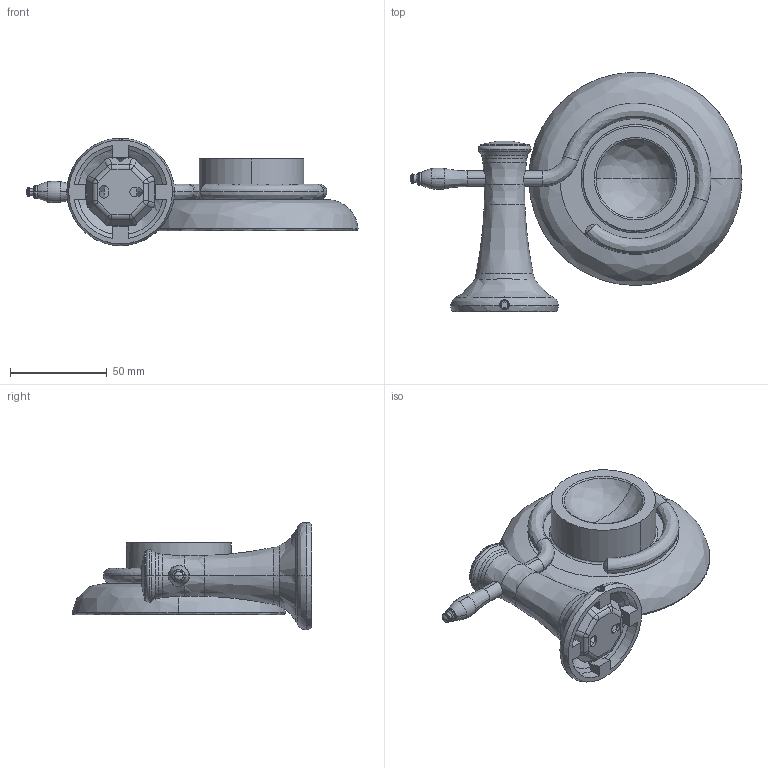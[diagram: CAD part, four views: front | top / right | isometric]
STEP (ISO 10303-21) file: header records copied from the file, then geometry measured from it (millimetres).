
FILE_DESCRIPTION (( 'STEP AP203' ), '1' );
FILE_NAME ('ARE02.STEP', '2021-05-13T13:05:08', ( '' ), ( '' ), 'SwSTEP 2.0', 'SolidWorks 2021', '' );
FILE_SCHEMA (( 'CONFIG_CONTROL_DESIGN' ));
Length unit declared in the file: millimetre
Products named in the file (11): 5X12_2; P565500_2; ARE02; P565040; 5X12; P285620; P565500; P235020; P565031_2; P565031; B07M0005B
Assembly tree (10 placements, depth 2):
  ARE02
    P565500
    P565500_2
    P565031_2
    P565031
    P565040
    P235020
    5X12_2
    5X12
    P285620
    B07M0005B
Bounding box: 171.25 x 123.52 x 55.43 mm (x, y, z)
Volume: 133839.9 mm3; surface area: 56926.1 mm2
Topology: 7 solids, 12 shells, 321 faces, 815 edges, 514 vertices
Faces by surface type: cylinder 126, bspline 99, plane 71, cone 19, torus 6
Entity records: 18304 total; most frequent: CARTESIAN_POINT 10148, ORIENTED_EDGE 1592, DIRECTION 1291, EDGE_CURVE 807, VERTEX_POINT 514, AXIS2_PLACEMENT_3D 508, EDGE_LOOP 345, ADVANCED_FACE 321
